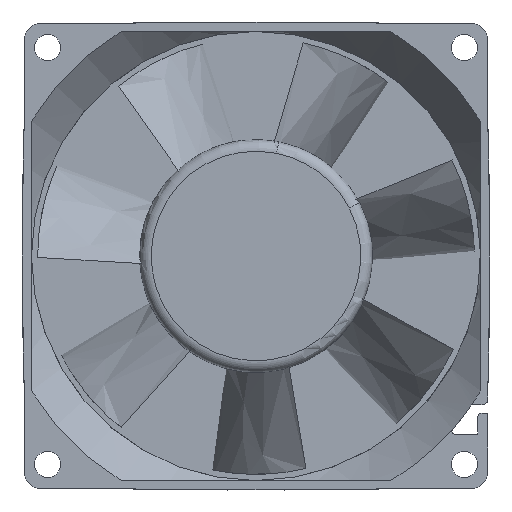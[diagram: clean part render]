
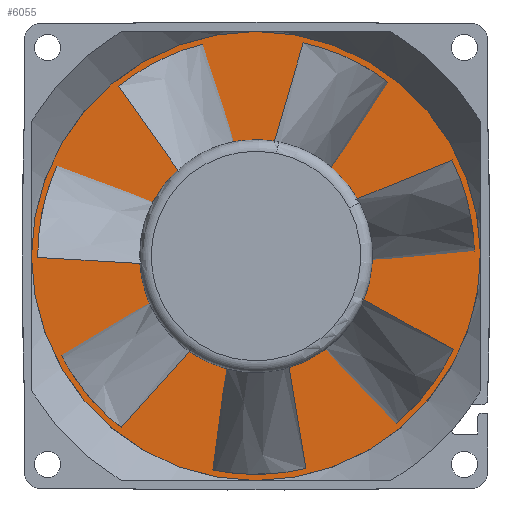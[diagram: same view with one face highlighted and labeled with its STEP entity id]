
A CAD part, front view. The second image highlights one B-rep face of the part: STEP entity #6055.
In plain terms, the highlighted planar face has unit normal (0, -1, 0).
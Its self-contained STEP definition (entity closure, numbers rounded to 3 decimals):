
#884=CARTESIAN_POINT('',(0.,-5.,0.));
#885=DIRECTION('',(0.,-1.,0.));
#886=DIRECTION('',(-0.644,0.,-0.765));
#887=AXIS2_PLACEMENT_3D('',#884,#885,#886);
#907=CARTESIAN_POINT('',(0.,-5.,0.));
#908=DIRECTION('',(0.,-1.,0.));
#909=DIRECTION('',(0.636,0.,-0.772));
#910=AXIS2_PLACEMENT_3D('',#907,#908,#909);
#1235=CARTESIAN_POINT('',(0.,-5.,0.));
#1236=DIRECTION('',(0.,-1.,0.));
#1237=DIRECTION('',(-0.496,0.,-0.868));
#1238=AXIS2_PLACEMENT_3D('',#1235,#1236,#1237);
#1250=CARTESIAN_POINT('',(0.,-5.,0.));
#1251=DIRECTION('',(0.,-1.,0.));
#1252=DIRECTION('',(0.891,0.,-0.454));
#1253=AXIS2_PLACEMENT_3D('',#1250,#1251,#1252);
#1265=CARTESIAN_POINT('',(0.,-5.,0.));
#1266=DIRECTION('',(0.,-1.,0.));
#1267=DIRECTION('',(0.495,0.,0.869));
#1268=AXIS2_PLACEMENT_3D('',#1265,#1266,#1267);
#1280=CARTESIAN_POINT('',(0.,-5.,0.));
#1281=DIRECTION('',(0.,-1.,0.));
#1282=DIRECTION('',(-0.869,0.,0.495));
#1283=AXIS2_PLACEMENT_3D('',#1280,#1281,#1282);
#1450=CARTESIAN_POINT('',(0.,-5.,0.));
#1451=DIRECTION('',(0.,-1.,0.));
#1452=DIRECTION('',(0.644,0.,0.765));
#1453=AXIS2_PLACEMENT_3D('',#1450,#1451,#1452);
#1469=CARTESIAN_POINT('',(0.,-5.,0.));
#1470=DIRECTION('',(0.,-1.,0.));
#1471=DIRECTION('',(-0.765,0.,0.644));
#1472=AXIS2_PLACEMENT_3D('',#1469,#1470,#1471);
#3972=CARTESIAN_POINT('',(24.843,-5.,29.51));
#3973=CARTESIAN_POINT('',(19.093,-5.,33.518));
#3974=VERTEX_POINT('',#3972);
#3975=VERTEX_POINT('',#3973);
#3976=CARTESIAN_POINT('',(-29.51,-5.,24.843));
#3977=CARTESIAN_POINT('',(-33.518,-5.,19.093));
#3978=VERTEX_POINT('',#3976);
#3979=VERTEX_POINT('',#3977);
#3980=CARTESIAN_POINT('',(-24.859,-5.,-29.497));
#3981=CARTESIAN_POINT('',(-19.138,-5.,-33.493));
#3982=VERTEX_POINT('',#3980);
#3983=VERTEX_POINT('',#3981);
#3984=CARTESIAN_POINT('',(24.535,-5.,-29.767));
#3985=CARTESIAN_POINT('',(34.361,-5.,-17.532));
#3986=VERTEX_POINT('',#3984);
#3987=VERTEX_POINT('',#3985);
#6040=CARTESIAN_POINT('',(0.,-5.,0.));
#6041=DIRECTION('',(0.,-1.,0.));
#6042=DIRECTION('',(-1.,0.,0.));
#6043=AXIS2_PLACEMENT_3D('',#6040,#6041,#6042);
#6044=PLANE('',#6043);
#6045=ORIENTED_EDGE('',*,*,#6019,.F.);
#6046=ORIENTED_EDGE('',*,*,#5781,.F.);
#6047=ORIENTED_EDGE('',*,*,#5397,.F.);
#6048=ORIENTED_EDGE('',*,*,#5765,.F.);
#6049=ORIENTED_EDGE('',*,*,#5389,.F.);
#6050=ORIENTED_EDGE('',*,*,#5812,.F.);
#6051=ORIENTED_EDGE('',*,*,#6026,.F.);
#6052=ORIENTED_EDGE('',*,*,#5797,.F.);
#6053=EDGE_LOOP('',(#6045,#6046,#6047,#6048,#6049,#6050,#6051,#6052));
#6054=FACE_OUTER_BOUND('',#6053,.F.);
#6055=ADVANCED_FACE('',(#6054),#6044,.T.);
#888=CIRCLE('',#887,38.575);
#911=CIRCLE('',#910,38.575);
#1239=CIRCLE('',#1238,38.575);
#1254=CIRCLE('',#1253,38.575);
#1269=CIRCLE('',#1268,38.575);
#1284=CIRCLE('',#1283,38.575);
#1454=CIRCLE('',#1453,38.575);
#1473=CIRCLE('',#1472,38.575);
#5389=EDGE_CURVE('',#3982,#3983,#888,.T.);
#5397=EDGE_CURVE('',#3986,#3987,#911,.T.);
#5765=EDGE_CURVE('',#3983,#3986,#1239,.T.);
#5781=EDGE_CURVE('',#3987,#3974,#1254,.T.);
#5797=EDGE_CURVE('',#3975,#3978,#1269,.T.);
#5812=EDGE_CURVE('',#3979,#3982,#1284,.T.);
#6019=EDGE_CURVE('',#3974,#3975,#1454,.T.);
#6026=EDGE_CURVE('',#3978,#3979,#1473,.T.);
